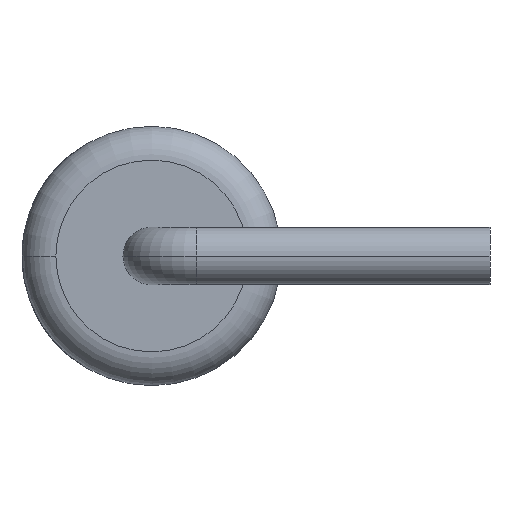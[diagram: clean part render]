
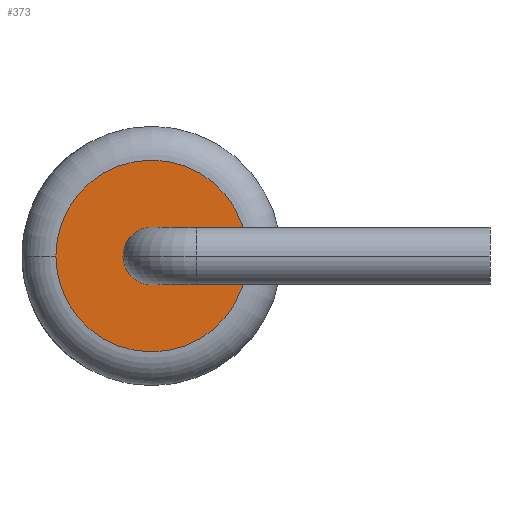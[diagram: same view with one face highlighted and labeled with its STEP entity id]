
A CAD part, left-side view. The second image highlights one B-rep face of the part: STEP entity #373.
In plain terms, the highlighted planar face has unit normal (-1, 0, 0).
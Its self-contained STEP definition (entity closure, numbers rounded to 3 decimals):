
#373 = ADVANCED_FACE ( 'NONE', ( #1339, #1334 ), #2479, .F. ) ;
#383 = EDGE_CURVE ( 'NONE', #3226, #3187, #1325, .T. ) ;
#438 = EDGE_CURVE ( 'NONE', #3194, #1793, #1478, .T. ) ;
#493 = EDGE_CURVE ( 'NONE', #3187, #3226, #1492, .T. ) ;
#588 = EDGE_CURVE ( 'NONE', #1793, #3194, #1365, .T. ) ;
#702 = CARTESIAN_POINT ( 'NONE',  ( 1.956, 5., 0. ) ) ;
#703 = DIRECTION ( 'NONE',  ( 1., 0., 0. ) ) ;
#704 = DIRECTION ( 'NONE',  ( 0., 0., 1. ) ) ;
#948 = CARTESIAN_POINT ( 'NONE',  ( 1.956, 5., 0.51 ) ) ;
#1110 = CARTESIAN_POINT ( 'NONE',  ( 1.956, 6.7, 0. ) ) ;
#1117 = CARTESIAN_POINT ( 'NONE',  ( 1.956, 5., -0.51 ) ) ;
#1149 = CARTESIAN_POINT ( 'NONE',  ( 1.956, 3.3, 0. ) ) ;
#1179 = DIRECTION ( 'NONE',  ( 0., 0., 1. ) ) ;
#1180 = DIRECTION ( 'NONE',  ( 1., 0., 0. ) ) ;
#1182 = CARTESIAN_POINT ( 'NONE',  ( 1.956, 5., 0. ) ) ;
#1205 = CARTESIAN_POINT ( 'NONE',  ( 1.956, 5., 0. ) ) ;
#1206 = DIRECTION ( 'NONE',  ( -1., 0., 0. ) ) ;
#1207 = DIRECTION ( 'NONE',  ( 0., 1., 0. ) ) ;
#1325 = CIRCLE ( 'NONE', #3088, 1.7 ) ;
#1334 = FACE_BOUND ( 'NONE', #2778, .T. ) ;
#1339 = FACE_OUTER_BOUND ( 'NONE', #2841, .T. ) ;
#1365 = CIRCLE ( 'NONE', #3141, 0.51 ) ;
#1478 = CIRCLE ( 'NONE', #3117, 0.51 ) ;
#1492 = CIRCLE ( 'NONE', #3123, 1.7 ) ;
#1793 = VERTEX_POINT ( 'NONE', #948 ) ;
#1969 = ORIENTED_EDGE ( 'NONE', *, *, #493, .T. ) ;
#1970 = ORIENTED_EDGE ( 'NONE', *, *, #383, .T. ) ;
#1971 = ORIENTED_EDGE ( 'NONE', *, *, #438, .T. ) ;
#1972 = ORIENTED_EDGE ( 'NONE', *, *, #588, .T. ) ;
#2479 = PLANE ( 'NONE',  #3067 ) ;
#2486 = CARTESIAN_POINT ( 'NONE',  ( 1.956, 5., 0. ) ) ;
#2487 = DIRECTION ( 'NONE',  ( 1., 0., 0. ) ) ;
#2488 = DIRECTION ( 'NONE',  ( 0., 1., 0. ) ) ;
#2541 = CARTESIAN_POINT ( 'NONE',  ( 1.956, 5., 0. ) ) ;
#2542 = DIRECTION ( 'NONE',  ( -1., 0., 0. ) ) ;
#2543 = DIRECTION ( 'NONE',  ( 0., 1., 0. ) ) ;
#2778 = EDGE_LOOP ( 'NONE', ( #1971, #1972 ) ) ;
#2841 = EDGE_LOOP ( 'NONE', ( #1969, #1970 ) ) ;
#3067 = AXIS2_PLACEMENT_3D ( 'NONE', #2486, #2487, #2488 ) ;
#3088 = AXIS2_PLACEMENT_3D ( 'NONE', #2541, #2542, #2543 ) ;
#3117 = AXIS2_PLACEMENT_3D ( 'NONE', #1182, #1180, #1179 ) ;
#3123 = AXIS2_PLACEMENT_3D ( 'NONE', #1205, #1206, #1207 ) ;
#3141 = AXIS2_PLACEMENT_3D ( 'NONE', #702, #703, #704 ) ;
#3187 = VERTEX_POINT ( 'NONE', #1110 ) ;
#3194 = VERTEX_POINT ( 'NONE', #1117 ) ;
#3226 = VERTEX_POINT ( 'NONE', #1149 ) ;
